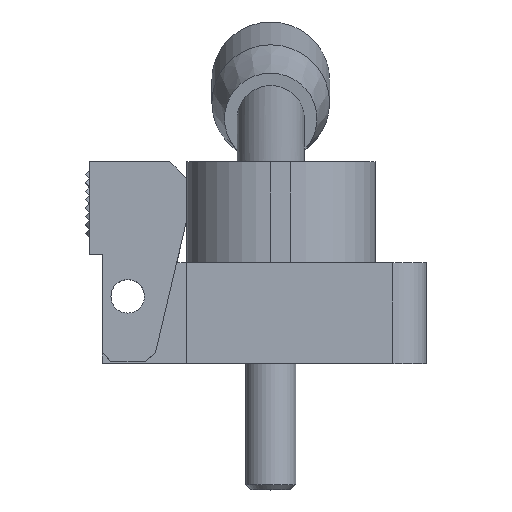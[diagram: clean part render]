
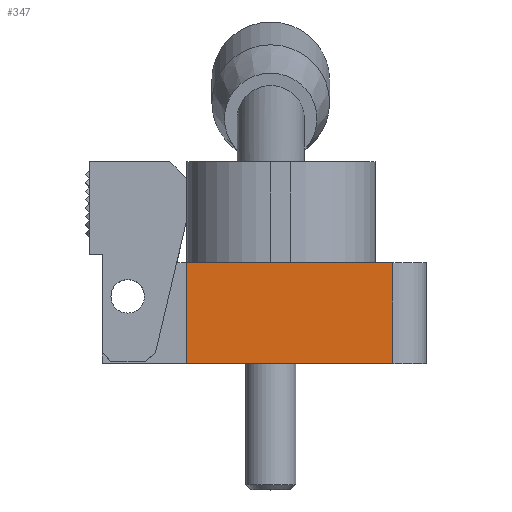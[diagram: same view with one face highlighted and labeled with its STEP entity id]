
A CAD part, top view. The second image highlights one B-rep face of the part: STEP entity #347.
In plain terms, the highlighted planar face has unit normal (0, 0, 1).
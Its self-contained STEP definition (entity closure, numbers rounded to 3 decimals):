
#347 = ADVANCED_FACE( '', ( #751 ), #752, .F. );
#751 = FACE_OUTER_BOUND( '', #1234, .T. );
#752 = PLANE( '', #1235 );
#1234 = EDGE_LOOP( '', ( #2161, #2162, #2163, #2164 ) );
#1235 = AXIS2_PLACEMENT_3D( '', #2165, #2166, #2167 );
#2161 = ORIENTED_EDGE( '', *, *, #2625, .T. );
#2162 = ORIENTED_EDGE( '', *, *, #2689, .F. );
#2163 = ORIENTED_EDGE( '', *, *, #2890, .F. );
#2164 = ORIENTED_EDGE( '', *, *, #2927, .T. );
#2165 = CARTESIAN_POINT( '', ( -10., 12., 12.5 ) );
#2166 = DIRECTION( '', ( 0., 0., -1. ) );
#2167 = DIRECTION( '', ( -1., 0., 0. ) );
#2625 = EDGE_CURVE( '', #3128, #3126, #3129, .T. );
#2689 = EDGE_CURVE( '', #3231, #3126, #3233, .T. );
#2890 = EDGE_CURVE( '', #3520, #3231, #3522, .T. );
#2927 = EDGE_CURVE( '', #3520, #3128, #3563, .T. );
#3126 = VERTEX_POINT( '', #3851 );
#3128 = VERTEX_POINT( '', #3853 );
#3129 = LINE( '', #3854, #3855 );
#3231 = VERTEX_POINT( '', #3985 );
#3233 = LINE( '', #3987, #3988 );
#3520 = VERTEX_POINT( '', #4373 );
#3522 = LINE( '', #4376, #4377 );
#3563 = LINE( '', #4428, #4429 );
#3851 = CARTESIAN_POINT( '', ( 14.5, 0., 12.5 ) );
#3853 = CARTESIAN_POINT( '', ( -10., 0., 12.5 ) );
#3854 = CARTESIAN_POINT( '', ( -10., 0., 12.5 ) );
#3855 = VECTOR( '', #4627, 1000. );
#3985 = CARTESIAN_POINT( '', ( 14.5, 12., 12.5 ) );
#3987 = CARTESIAN_POINT( '', ( 14.5, 12., 12.5 ) );
#3988 = VECTOR( '', #4716, 1000. );
#4373 = CARTESIAN_POINT( '', ( -10., 12., 12.5 ) );
#4376 = CARTESIAN_POINT( '', ( -10., 12., 12.5 ) );
#4377 = VECTOR( '', #4975, 1000. );
#4428 = CARTESIAN_POINT( '', ( -10., 12., 12.5 ) );
#4429 = VECTOR( '', #5010, 1000. );
#4627 = DIRECTION( '', ( 1., 0., 0. ) );
#4716 = DIRECTION( '', ( 0., -1., 0. ) );
#4975 = DIRECTION( '', ( 1., 0., 0. ) );
#5010 = DIRECTION( '', ( 0., -1., 0. ) );
